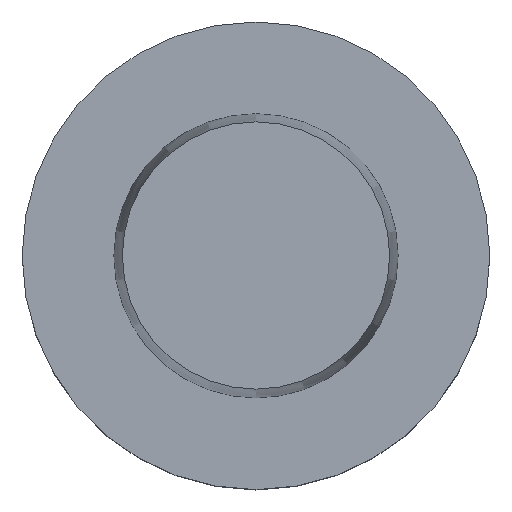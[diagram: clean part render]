
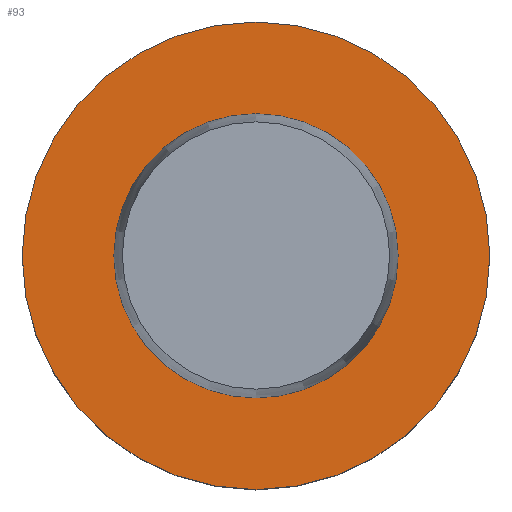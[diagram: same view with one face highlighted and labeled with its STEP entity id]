
A CAD part, top view. The second image highlights one B-rep face of the part: STEP entity #93.
In plain terms, the highlighted planar face has unit normal (0, 0, 1).
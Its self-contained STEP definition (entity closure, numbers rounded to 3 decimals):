
#93=ADVANCED_FACE('',(#149,#150),#151,.T.);
#149=FACE_BOUND('',#210,.T.);
#150=FACE_OUTER_BOUND('',#211,.T.);
#151=PLANE('',#212);
#210=EDGE_LOOP('',(#307));
#211=EDGE_LOOP('',(#308));
#212=AXIS2_PLACEMENT_3D('',#309,#310,#311);
#307=ORIENTED_EDGE('',*,*,#340,.F.);
#308=ORIENTED_EDGE('',*,*,#339,.T.);
#309=CARTESIAN_POINT('',(0.,25.325,0.));
#310=DIRECTION('',(0.,0.,1.0));
#311=DIRECTION('',(0.,1.0,0.));
#339=EDGE_CURVE('',#376,#376,#377,.T.);
#340=EDGE_CURVE('',#378,#378,#379,.T.);
#376=VERTEX_POINT('',#416);
#377=CIRCLE('',#417,31.5);
#378=VERTEX_POINT('',#418);
#379=CIRCLE('',#419,19.15);
#416=CARTESIAN_POINT('',(0.,31.5,0.));
#417=AXIS2_PLACEMENT_3D('',#473,#474,#475);
#418=CARTESIAN_POINT('',(0.,19.15,0.));
#419=AXIS2_PLACEMENT_3D('',#476,#477,#478);
#473=CARTESIAN_POINT('',(0.0,0.0,0.0));
#474=DIRECTION('',(0.,0.,1.0));
#475=DIRECTION('',(0.,1.0,0.));
#476=CARTESIAN_POINT('',(0.0,0.0,0.0));
#477=DIRECTION('',(0.,0.,1.0));
#478=DIRECTION('',(0.,1.0,0.));
